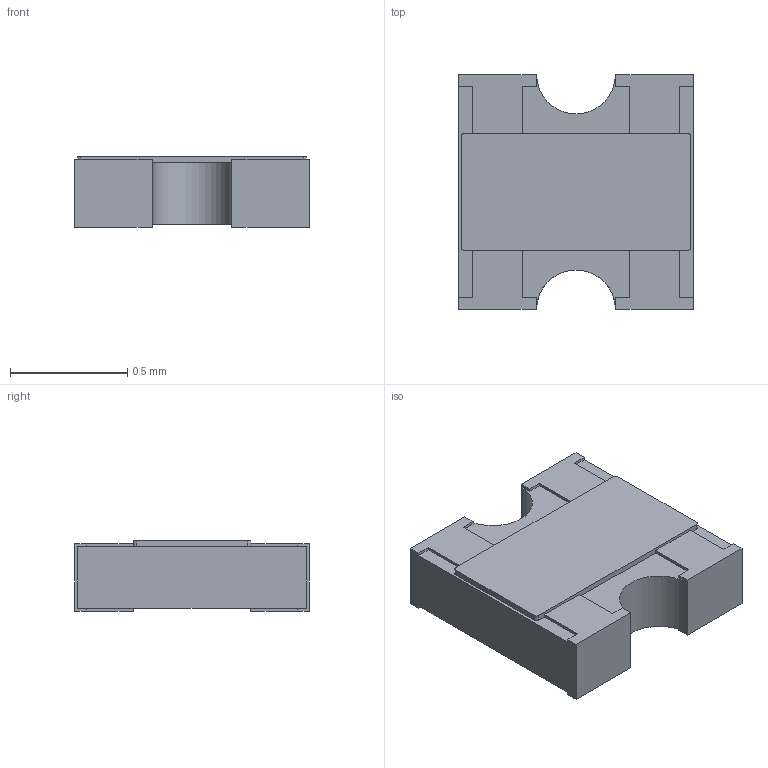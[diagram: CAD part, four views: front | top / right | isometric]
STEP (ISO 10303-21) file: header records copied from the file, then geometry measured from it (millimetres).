
FILE_DESCRIPTION(/* description */ (''),/* implementation_level */ '2;1');
FILE_NAME(/* name */ '5f519e28c4a35d110378296a',/* time_stamp */ '2020-09-04T01:53:44+00:00',/* author */ (''),/* organization */ (''),/* preprocessor_version */ 'ST-DEVELOPER v16.7',/* originating_system */ $,/* authorisation */ $);
FILE_SCHEMA (('AUTOMOTIVE_DESIGN {1 0 10303 214 3 1 1}'));
Length unit declared in the file: metre
Products named in the file (6): BodyTop; Body; R2B; R1B; R2A; R1A
Bounding box: 1 x 1 x 0.3 mm (x, y, z)
Volume: 0.3 mm3; surface area: 5.9 mm2
Topology: 6 solids, 6 shells, 108 faces, 288 edges, 192 vertices
Faces by surface type: plane 102, cylinder 6
Entity records: 3461 total; most frequent: CARTESIAN_POINT 594, ORIENTED_EDGE 576, DIRECTION 528, EDGE_CURVE 288, LINE 276, VECTOR 276, VERTEX_POINT 192, AXIS2_PLACEMENT_3D 126
